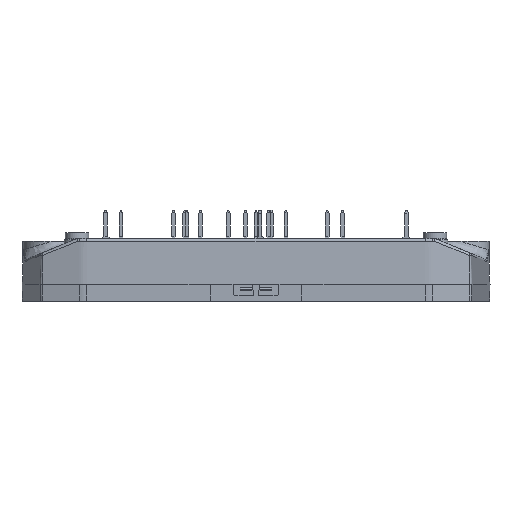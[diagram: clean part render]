
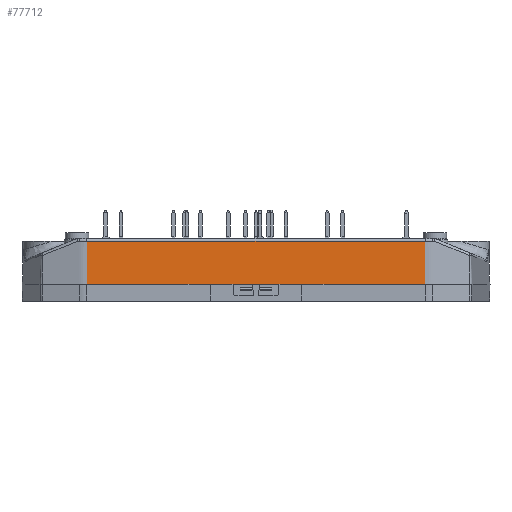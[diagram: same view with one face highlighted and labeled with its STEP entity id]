
A CAD part, front view. The second image highlights one B-rep face of the part: STEP entity #77712.
In plain terms, the highlighted planar face has unit normal (0, -1, 0.026).
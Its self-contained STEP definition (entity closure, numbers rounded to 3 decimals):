
#9740=ORIENTED_EDGE('',*,*,#24902,.F.);
#9741=ORIENTED_EDGE('',*,*,#24903,.T.);
#9742=ORIENTED_EDGE('',*,*,#24584,.F.);
#9743=ORIENTED_EDGE('',*,*,#24904,.F.);
#9744=ORIENTED_EDGE('',*,*,#24905,.T.);
#9745=ORIENTED_EDGE('',*,*,#24906,.T.);
#9746=ORIENTED_EDGE('',*,*,#24889,.T.);
#9747=ORIENTED_EDGE('',*,*,#24907,.F.);
#9748=ORIENTED_EDGE('',*,*,#24883,.T.);
#9749=ORIENTED_EDGE('',*,*,#24434,.F.);
#9750=ORIENTED_EDGE('',*,*,#24876,.F.);
#9751=ORIENTED_EDGE('',*,*,#24571,.F.);
#24434=EDGE_CURVE('',#32207,#32208,#37239,.T.);
#24571=EDGE_CURVE('',#32334,#32335,#37317,.T.);
#24584=EDGE_CURVE('',#32344,#32345,#37325,.T.);
#24876=EDGE_CURVE('',#32335,#32207,#37473,.T.);
#24883=EDGE_CURVE('',#32533,#32208,#37477,.T.);
#24889=EDGE_CURVE('',#32538,#32537,#37480,.T.);
#24902=EDGE_CURVE('',#32549,#32334,#37488,.T.);
#24903=EDGE_CURVE('',#32549,#32345,#37489,.F.);
#24904=EDGE_CURVE('',#32550,#32344,#37490,.F.);
#24905=EDGE_CURVE('',#32550,#32551,#37491,.T.);
#24906=EDGE_CURVE('',#32551,#32538,#37492,.T.);
#24907=EDGE_CURVE('',#32533,#32537,#37493,.T.);
#32207=VERTEX_POINT('',#107891);
#32208=VERTEX_POINT('',#107893);
#32334=VERTEX_POINT('',#108229);
#32335=VERTEX_POINT('',#108231);
#32344=VERTEX_POINT('',#108264);
#32345=VERTEX_POINT('',#108265);
#32533=VERTEX_POINT('',#109416);
#32537=VERTEX_POINT('',#109425);
#32538=VERTEX_POINT('',#109427);
#32549=VERTEX_POINT('',#109536);
#32550=VERTEX_POINT('',#109539);
#32551=VERTEX_POINT('',#109541);
#37239=LINE('',#107892,#42285);
#37317=LINE('',#108230,#42363);
#37325=LINE('',#108263,#42371);
#37473=LINE('',#109403,#42519);
#37477=LINE('',#109415,#42523);
#37480=LINE('',#109426,#42526);
#37488=LINE('',#109535,#42534);
#37489=LINE('',#109537,#42535);
#37490=LINE('',#109538,#42536);
#37491=LINE('',#109540,#42537);
#37492=LINE('',#109542,#42538);
#37493=LINE('',#109543,#42539);
#42285=VECTOR('',#89900,1000.);
#42363=VECTOR('',#90092,1000.);
#42371=VECTOR('',#90116,1000.);
#42519=VECTOR('',#90614,1000.);
#42523=VECTOR('',#90624,1000.);
#42526=VECTOR('',#90633,1000.);
#42534=VECTOR('',#90645,1000.);
#42535=VECTOR('',#90646,1000.);
#42536=VECTOR('',#90647,1000.);
#42537=VECTOR('',#90648,1000.);
#42538=VECTOR('',#90649,1000.);
#42539=VECTOR('',#90650,1000.);
#47502=EDGE_LOOP('',(#9740,#9741,#9742,#9743,#9744,#9745,#9746,#9747,#9748,
#9749,#9750,#9751));
#50844=FACE_BOUND('',#47502,.T.);
#53485=PLANE('',#81891);
#77712=ADVANCED_FACE('',(#50844),#53485,.T.);
#81891=AXIS2_PLACEMENT_3D('',#109534,#90643,#90644);
#89900=DIRECTION('',(-1.,0.,0.));
#90092=DIRECTION('',(-1.,0.,0.));
#90116=DIRECTION('',(1.,0.,0.));
#90614=DIRECTION('',(-1.,0.,0.));
#90624=DIRECTION('',(1.,0.,0.));
#90633=DIRECTION('',(1.,0.,0.));
#90643=DIRECTION('',(0.,-1.,0.026));
#90644=DIRECTION('',(0.,0.026,1.));
#90645=DIRECTION('',(-1.,0.,0.));
#90646=DIRECTION('',(0.006,-0.026,-1.));
#90647=DIRECTION('',(-0.006,-0.026,-1.));
#90648=DIRECTION('',(1.,0.,0.));
#90649=DIRECTION('',(1.,0.,0.));
#90650=DIRECTION('',(-1.,0.,0.));
#107891=CARTESIAN_POINT('',(4.,-30.776,2.02));
#107892=CARTESIAN_POINT('',(-17.961,-30.776,2.02));
#107893=CARTESIAN_POINT('',(0.827,-30.776,2.02));
#108229=CARTESIAN_POINT('',(29.513,-30.776,2.02));
#108230=CARTESIAN_POINT('',(17.961,-30.776,2.02));
#108231=CARTESIAN_POINT('',(8.,-30.776,2.02));
#108263=CARTESIAN_POINT('',(27.533,-30.58,9.533));
#108264=CARTESIAN_POINT('',(-29.469,-30.58,9.533));
#108265=CARTESIAN_POINT('',(29.469,-30.58,9.533));
#109403=CARTESIAN_POINT('',(17.961,-30.776,2.02));
#109415=CARTESIAN_POINT('',(-0.65,-30.776,2.02));
#109416=CARTESIAN_POINT('',(-0.827,-30.776,2.02));
#109425=CARTESIAN_POINT('',(-4.,-30.776,2.02));
#109426=CARTESIAN_POINT('',(-17.961,-30.776,2.02));
#109427=CARTESIAN_POINT('',(-8.,-30.776,2.02));
#109534=CARTESIAN_POINT('',(17.961,-30.776,2.02));
#109535=CARTESIAN_POINT('',(17.961,-30.776,2.02));
#109536=CARTESIAN_POINT('',(29.513,-30.776,2.02));
#109537=CARTESIAN_POINT('',(29.512,-30.775,2.087));
#109538=CARTESIAN_POINT('',(-29.512,-30.775,2.087));
#109539=CARTESIAN_POINT('',(-29.513,-30.776,2.02));
#109540=CARTESIAN_POINT('',(-17.961,-30.776,2.02));
#109541=CARTESIAN_POINT('',(-29.513,-30.776,2.02));
#109542=CARTESIAN_POINT('',(-17.961,-30.776,2.02));
#109543=CARTESIAN_POINT('',(-17.961,-30.776,2.02));
